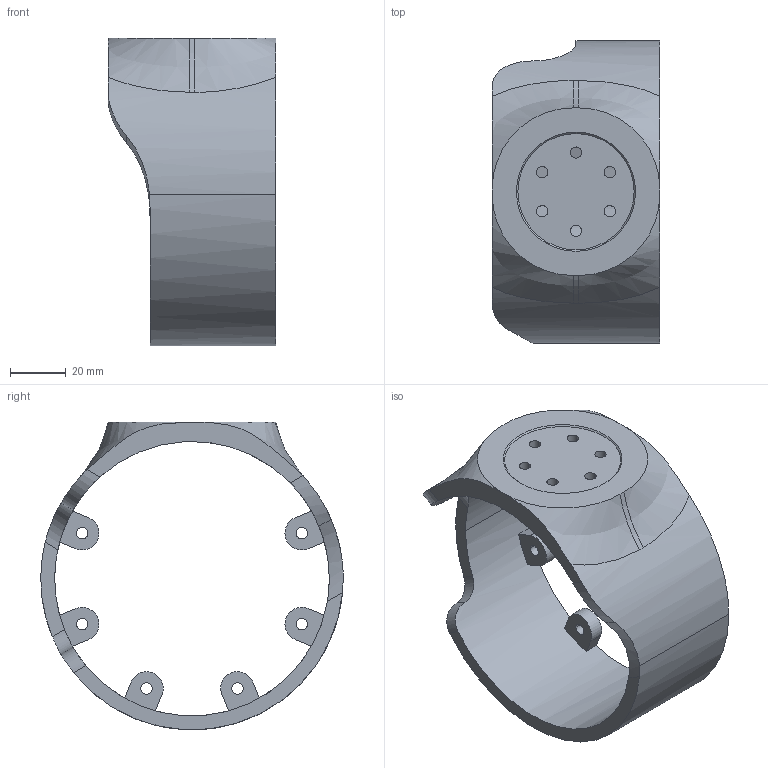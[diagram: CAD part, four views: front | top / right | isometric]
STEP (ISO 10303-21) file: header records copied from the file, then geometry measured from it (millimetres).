
FILE_DESCRIPTION (( 'STEP AP214' ), '1' );
FILE_NAME ('hipmass.STEP', '2021-05-12T08:17:28', ( '' ), ( '' ), 'SwSTEP 2.0', 'SolidWorks 2020', '' );
FILE_SCHEMA (( 'AUTOMOTIVE_DESIGN' ));
Length unit declared in the file: millimetre
Products named in the file (1): hipmass
Bounding box: 60 x 108.2 x 110.1 mm (x, y, z)
Volume: 93975.7 mm3; surface area: 38319.7 mm2
Topology: 1 solids, 1 shells, 105 faces, 282 edges, 180 vertices
Faces by surface type: cylinder 50, cone 26, plane 25, bspline 4
Entity records: 4395 total; most frequent: CARTESIAN_POINT 1629, DIRECTION 592, ORIENTED_EDGE 564, EDGE_CURVE 282, AXIS2_PLACEMENT_3D 234, VERTEX_POINT 180, EDGE_LOOP 132, CIRCLE 132
